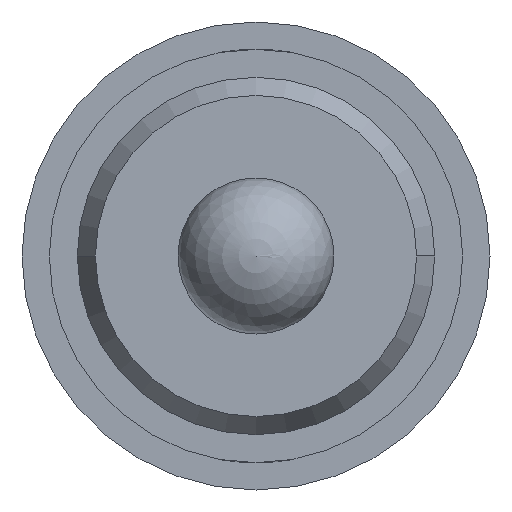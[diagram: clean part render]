
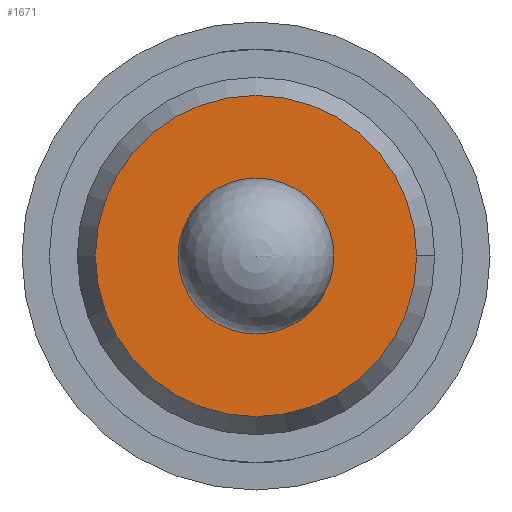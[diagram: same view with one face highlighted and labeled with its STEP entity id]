
A CAD part, front view. The second image highlights one B-rep face of the part: STEP entity #1671.
In plain terms, the highlighted planar face has unit normal (0, -1, 0).
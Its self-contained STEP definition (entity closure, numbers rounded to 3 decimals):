
#8 = CARTESIAN_POINT ( 'NONE',  ( -1.145, -28.6, 0. ) ) ;
#154 = AXIS2_PLACEMENT_3D ( 'NONE', #4406, #4054, #3074 ) ;
#283 = ORIENTED_EDGE ( 'NONE', *, *, #2378, .T. ) ;
#813 = VERTEX_POINT ( 'NONE', #2881 ) ;
#916 = AXIS2_PLACEMENT_3D ( 'NONE', #8, #2395, #982 ) ;
#923 = EDGE_CURVE ( 'Defeature ausgef�hrt1_17+Defeature ausgef�hrt1_14+Defeature ausgef�hrt1_14+Defeature ausgef�hrt1_14', #3371, #1577, #2666, .T. ) ;
#982 = DIRECTION ( 'NONE',  ( 1., 0., 0. ) ) ;
#1013 = CARTESIAN_POINT ( 'NONE',  ( 0., -28.6, 0. ) ) ;
#1154 = DIRECTION ( 'NONE',  ( 0., 1., 0. ) ) ;
#1274 = CARTESIAN_POINT ( 'NONE',  ( 0., -28.6, -0.5 ) ) ;
#1458 = ORIENTED_EDGE ( 'NONE', *, *, #2538, .T. ) ;
#1577 = VERTEX_POINT ( 'NONE', #1274 ) ;
#1671 = ADVANCED_FACE ( 'Defeature ausgef�hrt1_17', ( #2445, #1803 ), #1707, .T. ) ;
#1707 = PLANE ( 'NONE',  #916 ) ;
#1803 = FACE_OUTER_BOUND ( 'NONE', #3898, .T. ) ;
#1975 = AXIS2_PLACEMENT_3D ( 'NONE', #3623, #1154, #3609 ) ;
#2051 = CIRCLE ( 'NONE', #154, 0.5 ) ;
#2325 = CIRCLE ( 'NONE', #2963, 1.03 ) ;
#2335 = VERTEX_POINT ( 'NONE', #4007 ) ;
#2378 = EDGE_CURVE ( 'Defeature ausgef�hrt1_17+Defeature ausgef�hrt1_16+Defeature ausgef�hrt1_16+Defeature ausgef�hrt1_16', #813, #2335, #2712, .T. ) ;
#2395 = DIRECTION ( 'NONE',  ( 0., -1., 0. ) ) ;
#2445 = FACE_BOUND ( 'NONE', #3530, .T. ) ;
#2538 = EDGE_CURVE ( 'Defeature ausgef�hrt1_17+Defeature ausgef�hrt1_16+Defeature ausgef�hrt1_16+Defeature ausgef�hrt1_16', #2335, #813, #2325, .T. ) ;
#2590 = CARTESIAN_POINT ( 'NONE',  ( 0., -28.6, 0. ) ) ;
#2666 = CIRCLE ( 'NONE', #1975, 0.5 ) ;
#2712 = CIRCLE ( 'NONE', #3254, 1.03 ) ;
#2881 = CARTESIAN_POINT ( 'NONE',  ( 1.03, -28.6, 0. ) ) ;
#2963 = AXIS2_PLACEMENT_3D ( 'NONE', #1013, #3405, #3438 ) ;
#3074 = DIRECTION ( 'NONE',  ( 0., 0., -1. ) ) ;
#3254 = AXIS2_PLACEMENT_3D ( 'NONE', #2590, #3689, #3953 ) ;
#3315 = EDGE_CURVE ( 'Defeature ausgef�hrt1_17+Defeature ausgef�hrt1_14+Defeature ausgef�hrt1_14+Defeature ausgef�hrt1_14', #1577, #3371, #2051, .T. ) ;
#3371 = VERTEX_POINT ( 'NONE', #4091 ) ;
#3405 = DIRECTION ( 'NONE',  ( 0., -1., 0. ) ) ;
#3438 = DIRECTION ( 'NONE',  ( 1., 0., 0. ) ) ;
#3476 = ORIENTED_EDGE ( 'NONE', *, *, #3315, .T. ) ;
#3530 = EDGE_LOOP ( 'NONE', ( #4065, #3476 ) ) ;
#3609 = DIRECTION ( 'NONE',  ( 0., 0., -1. ) ) ;
#3623 = CARTESIAN_POINT ( 'NONE',  ( 0., -28.6, 0. ) ) ;
#3689 = DIRECTION ( 'NONE',  ( 0., -1., 0. ) ) ;
#3898 = EDGE_LOOP ( 'NONE', ( #1458, #283 ) ) ;
#3953 = DIRECTION ( 'NONE',  ( 1., 0., 0. ) ) ;
#4007 = CARTESIAN_POINT ( 'NONE',  ( -1.03, -28.6, 0. ) ) ;
#4054 = DIRECTION ( 'NONE',  ( 0., 1., 0. ) ) ;
#4065 = ORIENTED_EDGE ( 'NONE', *, *, #923, .T. ) ;
#4091 = CARTESIAN_POINT ( 'NONE',  ( 0., -28.6, 0.5 ) ) ;
#4406 = CARTESIAN_POINT ( 'NONE',  ( 0., -28.6, 0. ) ) ;
